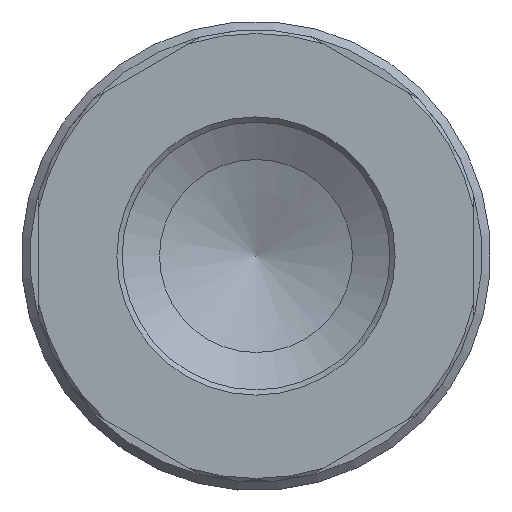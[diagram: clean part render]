
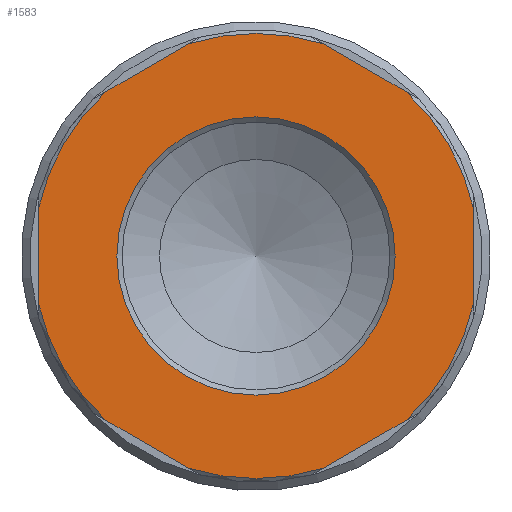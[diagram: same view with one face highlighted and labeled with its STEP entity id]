
A CAD part, left-side view. The second image highlights one B-rep face of the part: STEP entity #1583.
In plain terms, the highlighted planar face has unit normal (-1, 0, 0).
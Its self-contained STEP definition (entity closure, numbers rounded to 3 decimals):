
#71=FACE_BOUND('',#313,.T.);
#97=PLANE('',#1782);
#205=FACE_OUTER_BOUND('',#312,.T.);
#312=EDGE_LOOP('',(#1277,#1278,#1279,#1280,#1281,#1282,#1283,#1284,#1285,
#1286,#1287,#1288));
#313=EDGE_LOOP('',(#1289));
#385=LINE('',#2668,#457);
#389=LINE('',#2693,#461);
#393=LINE('',#2718,#465);
#397=LINE('',#2743,#469);
#401=LINE('',#2768,#473);
#405=LINE('',#2793,#477);
#457=VECTOR('',#2180,10.);
#461=VECTOR('',#2186,10.);
#465=VECTOR('',#2192,10.);
#469=VECTOR('',#2198,10.);
#473=VECTOR('',#2204,10.);
#477=VECTOR('',#2210,10.);
#558=CIRCLE('',#1775,8.);
#559=CIRCLE('',#1783,12.8);
#560=CIRCLE('',#1784,12.8);
#561=CIRCLE('',#1785,12.8);
#562=CIRCLE('',#1786,12.8);
#563=CIRCLE('',#1787,12.8);
#564=CIRCLE('',#1788,12.8);
#672=VERTEX_POINT('',#2641);
#674=VERTEX_POINT('',#2646);
#680=VERTEX_POINT('',#2664);
#682=VERTEX_POINT('',#2671);
#688=VERTEX_POINT('',#2689);
#690=VERTEX_POINT('',#2696);
#696=VERTEX_POINT('',#2714);
#698=VERTEX_POINT('',#2721);
#704=VERTEX_POINT('',#2739);
#706=VERTEX_POINT('',#2746);
#712=VERTEX_POINT('',#2764);
#714=VERTEX_POINT('',#2771);
#720=VERTEX_POINT('',#2789);
#865=EDGE_CURVE('',#672,#672,#558,.T.);
#874=EDGE_CURVE('',#674,#680,#385,.T.);
#882=EDGE_CURVE('',#682,#688,#389,.T.);
#890=EDGE_CURVE('',#690,#696,#393,.T.);
#898=EDGE_CURVE('',#698,#704,#397,.T.);
#906=EDGE_CURVE('',#706,#712,#401,.T.);
#914=EDGE_CURVE('',#714,#720,#405,.T.);
#915=EDGE_CURVE('',#682,#680,#559,.T.);
#916=EDGE_CURVE('',#690,#688,#560,.T.);
#917=EDGE_CURVE('',#698,#696,#561,.T.);
#918=EDGE_CURVE('',#706,#704,#562,.T.);
#919=EDGE_CURVE('',#714,#712,#563,.T.);
#920=EDGE_CURVE('',#674,#720,#564,.T.);
#1277=ORIENTED_EDGE('',*,*,#874,.T.);
#1278=ORIENTED_EDGE('',*,*,#915,.F.);
#1279=ORIENTED_EDGE('',*,*,#882,.T.);
#1280=ORIENTED_EDGE('',*,*,#916,.F.);
#1281=ORIENTED_EDGE('',*,*,#890,.T.);
#1282=ORIENTED_EDGE('',*,*,#917,.F.);
#1283=ORIENTED_EDGE('',*,*,#898,.T.);
#1284=ORIENTED_EDGE('',*,*,#918,.F.);
#1285=ORIENTED_EDGE('',*,*,#906,.T.);
#1286=ORIENTED_EDGE('',*,*,#919,.F.);
#1287=ORIENTED_EDGE('',*,*,#914,.T.);
#1288=ORIENTED_EDGE('',*,*,#920,.F.);
#1289=ORIENTED_EDGE('',*,*,#865,.T.);
#1583=ADVANCED_FACE('',(#205,#71),#97,.T.);
#1775=AXIS2_PLACEMENT_3D('',#2642,#2172,#2173);
#1782=AXIS2_PLACEMENT_3D('',#2794,#2211,#2212);
#1783=AXIS2_PLACEMENT_3D('',#2795,#2213,#2214);
#1784=AXIS2_PLACEMENT_3D('',#2796,#2215,#2216);
#1785=AXIS2_PLACEMENT_3D('',#2797,#2217,#2218);
#1786=AXIS2_PLACEMENT_3D('',#2798,#2219,#2220);
#1787=AXIS2_PLACEMENT_3D('',#2799,#2221,#2222);
#1788=AXIS2_PLACEMENT_3D('',#2800,#2223,#2224);
#2172=DIRECTION('center_axis',(1.,0.,0.));
#2173=DIRECTION('ref_axis',(0.,-1.,0.));
#2180=DIRECTION('',(0.,0.866,-0.5));
#2186=DIRECTION('',(0.,0.,-1.));
#2192=DIRECTION('',(0.,-0.866,-0.5));
#2198=DIRECTION('',(0.,-0.866,0.5));
#2204=DIRECTION('',(0.,0.,1.));
#2210=DIRECTION('',(0.,0.866,0.5));
#2211=DIRECTION('center_axis',(-1.,0.,0.));
#2212=DIRECTION('ref_axis',(0.,0.,1.));
#2213=DIRECTION('center_axis',(1.,0.,0.));
#2214=DIRECTION('ref_axis',(0.,-1.,0.));
#2215=DIRECTION('center_axis',(1.,0.,0.));
#2216=DIRECTION('ref_axis',(0.,-1.,0.));
#2217=DIRECTION('center_axis',(1.,0.,0.));
#2218=DIRECTION('ref_axis',(0.,-1.,0.));
#2219=DIRECTION('center_axis',(1.,0.,0.));
#2220=DIRECTION('ref_axis',(0.,-1.,0.));
#2221=DIRECTION('center_axis',(1.,0.,0.));
#2222=DIRECTION('ref_axis',(0.,-1.,0.));
#2223=DIRECTION('center_axis',(1.,0.,0.));
#2224=DIRECTION('ref_axis',(0.,-1.,0.));
#2641=CARTESIAN_POINT('',(0.,8.,0.));
#2642=CARTESIAN_POINT('Origin',(0.,0.,0.));
#2646=CARTESIAN_POINT('',(0.,3.864,12.203));
#2664=CARTESIAN_POINT('',(0.,8.636,9.448));
#2668=CARTESIAN_POINT('',(0.,3.125,12.63));
#2671=CARTESIAN_POINT('',(0.,12.5,2.755));
#2689=CARTESIAN_POINT('',(0.,12.5,-2.755));
#2693=CARTESIAN_POINT('',(0.,12.5,3.608));
#2696=CARTESIAN_POINT('',(0.,8.636,-9.448));
#2714=CARTESIAN_POINT('',(0.,3.864,-12.203));
#2718=CARTESIAN_POINT('',(0.,9.375,-9.021));
#2721=CARTESIAN_POINT('',(0.,-3.864,-12.203));
#2739=CARTESIAN_POINT('',(0.,-8.636,-9.448));
#2743=CARTESIAN_POINT('',(0.,-3.125,-12.63));
#2746=CARTESIAN_POINT('',(0.,-12.5,-2.755));
#2764=CARTESIAN_POINT('',(0.,-12.5,2.755));
#2768=CARTESIAN_POINT('',(0.,-12.5,-3.608));
#2771=CARTESIAN_POINT('',(0.,-8.636,9.448));
#2789=CARTESIAN_POINT('',(0.,-3.864,12.203));
#2793=CARTESIAN_POINT('',(0.,-9.375,9.021));
#2794=CARTESIAN_POINT('Origin',(0.,0.,0.));
#2795=CARTESIAN_POINT('Origin',(0.,0.,0.));
#2796=CARTESIAN_POINT('Origin',(0.,0.,0.));
#2797=CARTESIAN_POINT('Origin',(0.,0.,0.));
#2798=CARTESIAN_POINT('Origin',(0.,0.,0.));
#2799=CARTESIAN_POINT('Origin',(0.,0.,0.));
#2800=CARTESIAN_POINT('Origin',(0.,0.,0.));
